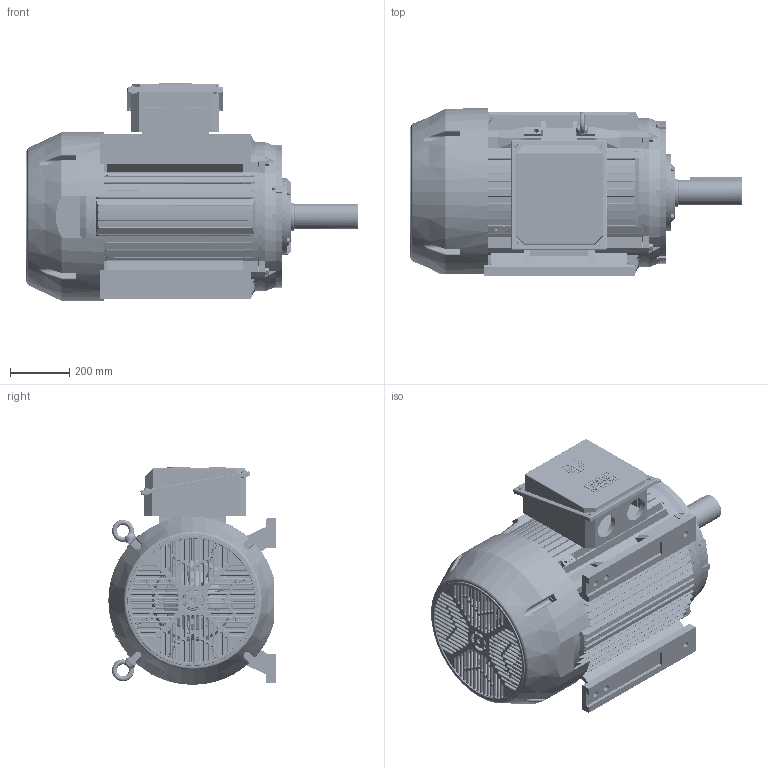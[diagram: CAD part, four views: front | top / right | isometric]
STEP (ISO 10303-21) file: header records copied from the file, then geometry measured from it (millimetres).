
FILE_DESCRIPTION (( 'STEP AP203' ), '1' );
FILE_NAME ('TFC 444-445T F1 俋倛芞CFC .STEP', '2017-03-17T00:59:24', ( 'abc' ), ( '' ), 'SwSTEP 2.0', 'SolidWorks 2008', '' );
FILE_SCHEMA (( 'CONFIG_CONTROL_DESIGN' ));
Products named in the file (28): TFC440T(4极) B3后端盖(200)_默认; TFC 440(4极) 轴承外盖DE(200)_默认; TFC440T(4极) B3前端盖(200)_默认; IE2 280-4P风叶_默认; 扣塞_默认; 铜油嘴_默认; NEMA 440接线盒座、盖垫_默认; TFC440T-盖_默认; M8-12_默认; hexagon head bolts-full thread gb_GB_FASTENER_BOLT_STBAB A M8X20-N; TFC 444-445T F1 俋倛芞CFC ; TFC 444(5)B3机座_默认; TFC 440(4极) 轴承外盖NDE(200)_默认; 445T-4P转子_默认; 444（5）T-4.6P转轴8HMN.200.T133_默认; 6319_默认; M16-50_默认; 16_默认; 10_默认; M10-80_默认; 吊环M20_默认; 油封95-120-12_默认; TFC440装配体_默认; TFC440T-座 _默认; 440接线盒座垫_默认; TFC 440T 平键_默认; 280后端盖螺栓_默认; TX 280铸铁风罩3_默认
Assembly tree (50 placements, depth 3):
  TFC 444-445T F1 俋倛芞CFC 
    M10-80_默认  x4
    TFC 444(5)B3机座_默认
    吊环M20_默认  x2
    TFC440T(4极) B3前端盖(200)_默认
    M16-50_默认  x4
    16_默认  x4
    扣塞_默认
    440接线盒座垫_默认
    280后端盖螺栓_默认  x4
    TFC 440(4极) 轴承外盖DE(200)_默认
    hexagon head bolts-full thread gb_GB_FASTENER_BOLT_STBAB A M8X20-N  x4
    10_默认  x4
    TFC440装配体_默认
      M8-12_默认  x4
      NEMA 440接线盒座、盖垫_默认
      TFC440T-座 _默认
      TFC440T-盖_默认
    445T-4P转子_默认
      6319_默认  x2
      444（5）T-4.6P转轴8HMN.200.T133_默认
    油封95-120-12_默认
    TFC 440(4极) 轴承外盖NDE(200)_默认
    铜油嘴_默认
    IE2 280-4P风叶_默认
    TFC 440T 平键_默认
    TX 280铸铁风罩3_默认
    TFC440T(4极) B3后端盖(200)_默认
Bounding box: 1118.9 x 563.4 x 733.9 mm (x, y, z)
Volume: 45921955.8 mm3; surface area: 7978861 mm2
Topology: 49 solids, 49 shells, 5607 faces, 14363 edges, 8814 vertices
Faces by surface type: plane 2139, cylinder 1889, torus 857, cone 333, bspline 325, sphere 64
Entity records: 187054 total; most frequent: CARTESIAN_POINT 59161, ORIENTED_EDGE 26478, DIRECTION 25844, EDGE_CURVE 13239, AXIS2_PLACEMENT_3D 9828, VERTEX_POINT 8187, VECTOR 6188, LINE 6188
